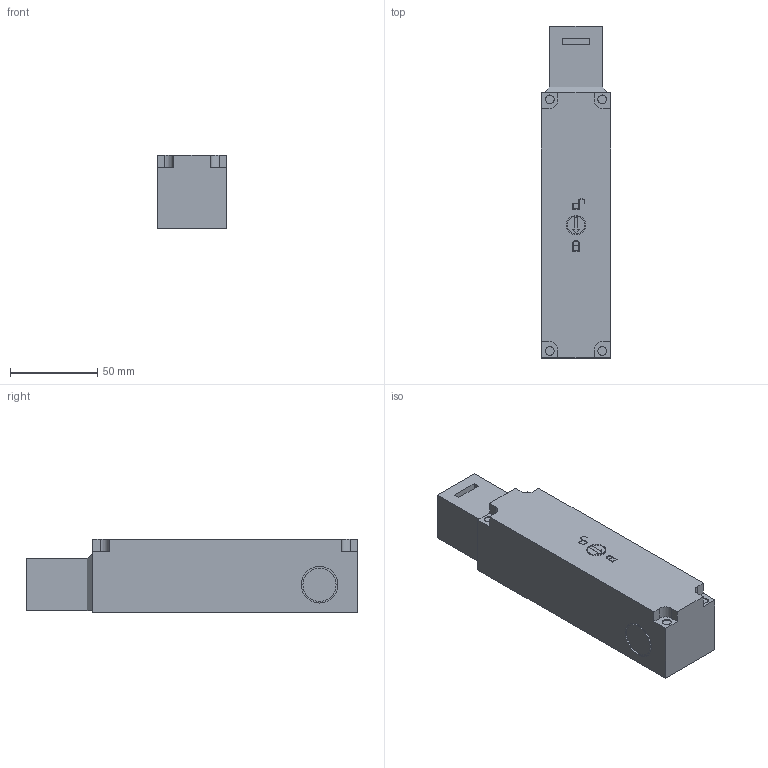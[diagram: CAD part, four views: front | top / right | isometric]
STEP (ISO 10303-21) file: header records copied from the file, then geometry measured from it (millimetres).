
FILE_DESCRIPTION((''),'2;1');
FILE_NAME('3d_KEN1M2120F.stp','2018-05-22T08:31:53',(''),(''),'Mechanical Desktop 2009','Mechanical Desktop 2009',', , ');
FILE_SCHEMA(('CONFIG_CONTROL_DESIGN'));
Length unit declared in the file: millimetre
Products named in the file (1): Product
Bounding box: 40 x 190 x 42 mm (x, y, z)
Volume: 285875.6 mm3; surface area: 33951.3 mm2
Topology: 1 solids, 1 shells, 106 faces, 262 edges, 174 vertices
Faces by surface type: plane 78, cylinder 28
Entity records: 3221 total; most frequent: CARTESIAN_POINT 543, DIRECTION 532, ORIENTED_EDGE 524, EDGE_CURVE 262, VECTOR 206, LINE 206, VERTEX_POINT 174, AXIS2_PLACEMENT_3D 163
